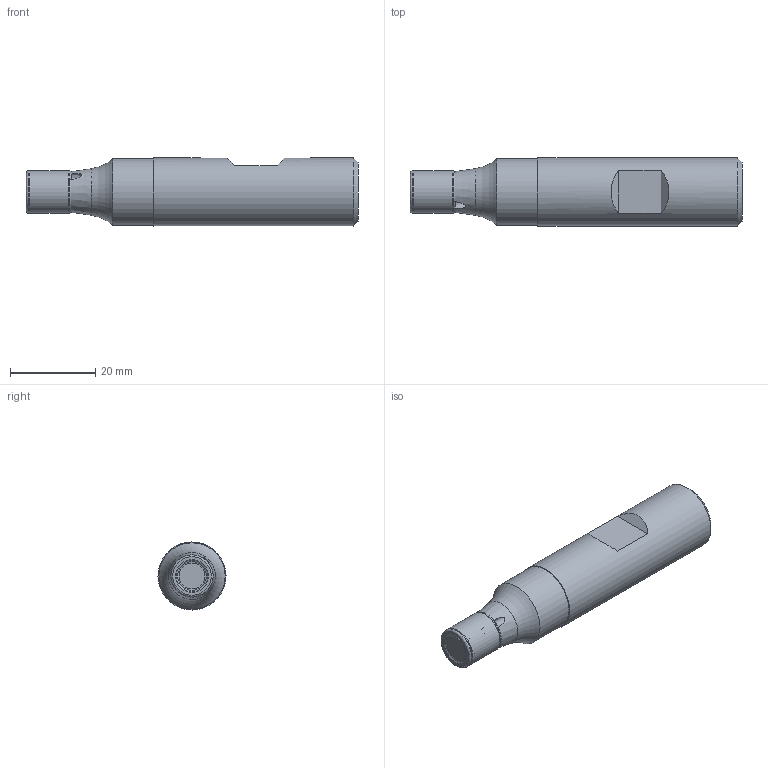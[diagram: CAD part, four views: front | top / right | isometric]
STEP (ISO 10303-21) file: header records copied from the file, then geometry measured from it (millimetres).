
FILE_DESCRIPTION(/* description */ (''),/* implementation_level */ '2;1');
FILE_NAME(/* name */ '10A1R020B16_SAP10D_C_SIM.stp',/* time_stamp */ '2020-01-13T07:27:17+01:00',/* author */ (''),/* organization */ (''),/* preprocessor_version */ 'ST-DEVELOPER v16.7',/* originating_system */ 'SIEMENS PLM Software NX 12.0',/* authorisation */ '');
FILE_SCHEMA (('AUTOMOTIVE_DESIGN { 1 0 10303 214 3 1 1 1 }'));
Length unit declared in the file: millimetre
Products named in the file (1): wq70379CAA9F16sr
Bounding box: 78.09 x 16 x 16 mm (x, y, z)
Volume: 12880.5 mm3; surface area: 5103.4 mm2
Topology: 2 solids, 2 shells, 31 faces, 63 edges, 37 vertices
Faces by surface type: revolution 12, plane 8, cone 5, cylinder 5, torus 1
Full cylindrical faces by diameter (mm): 2 x1, 5 x1, 9.5 x1, 15.6 x1, 16 x1
Entity records: 957 total; most frequent: CARTESIAN_POINT 283, DIRECTION 110, ORIENTED_EDGE 68, EDGE_LOOP 57, FACE_BOUND 51, AXIS2_PLACEMENT_3D 47, EDGE_CURVE 34, ADVANCED_FACE 31
